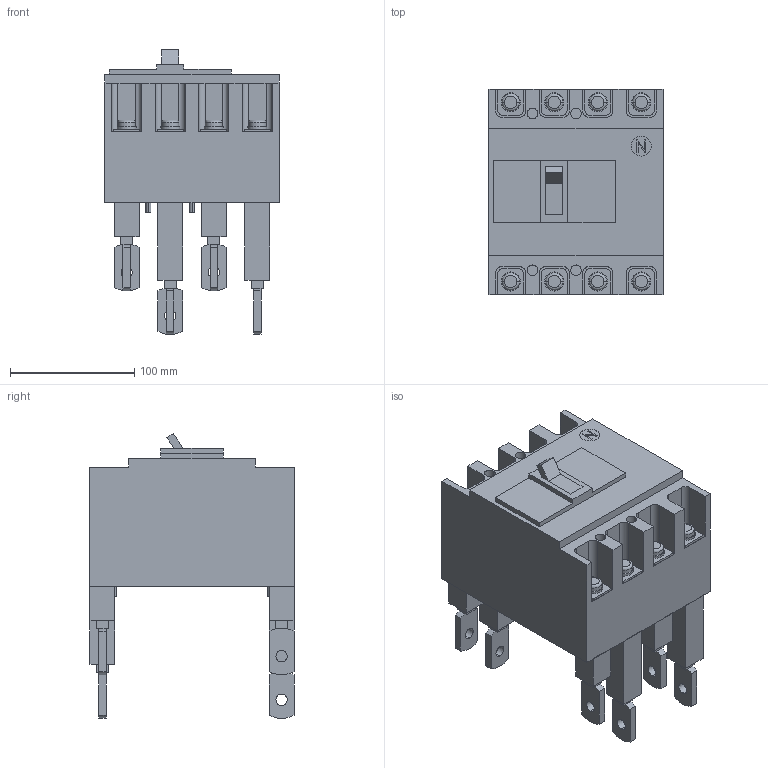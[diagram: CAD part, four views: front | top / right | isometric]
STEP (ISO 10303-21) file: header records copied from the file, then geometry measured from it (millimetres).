
FILE_DESCRIPTION(('CoCreate Modeling STEP Export'),'2;1');
FILE_NAME('Ｈ１００ＮＦ４Ｒ.stp','2016-03-31T13:52:23',(''),(''),'CoCreate Modeling STEP processor for AP214 (Solid Model)','CoCreate Modeling 17.0 01-Apr-2010 (C) Parametric Technology GmbH','');
FILE_SCHEMA(('AUTOMOTIVE_DESIGN { 1 0 10303 214 1 1 1 1 }'));
Length unit declared in the file: millimetre
Products named in the file (5): p4.4; p2; p1; p3.1; Ｈ１００ＮＦ４Ｒ
Assembly tree (21 placements, depth 2):
  Ｈ１００ＮＦ４Ｒ
    p4.4  x8
    p3.1  x8
    p2  x4
    p1
Bounding box: 140 x 165 x 228.99 mm (x, y, z)
Volume: 2338144.9 mm3; surface area: 193271.2 mm2
Topology: 21 solids, 21 shells, 486 faces, 1134 edges, 740 vertices
Faces by surface type: plane 282, cylinder 188, torus 16
Entity records: 9794 total; most frequent: ORIENTED_EDGE 1552, CARTESIAN_POINT 1476, DIRECTION 1388, EDGE_CURVE 776, VECTOR 552, LINE 552, VERTEX_POINT 506, AXIS2_PLACEMENT_3D 418
